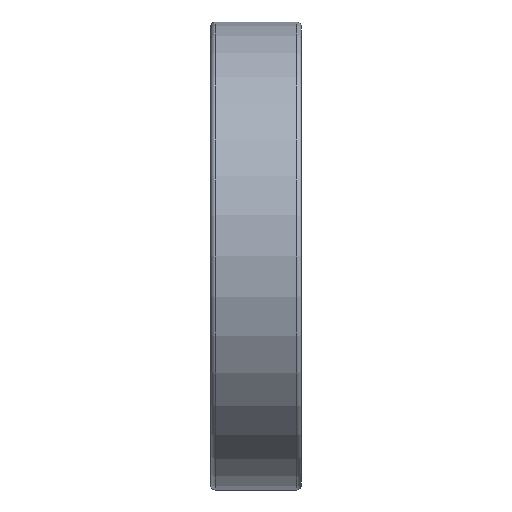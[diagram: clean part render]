
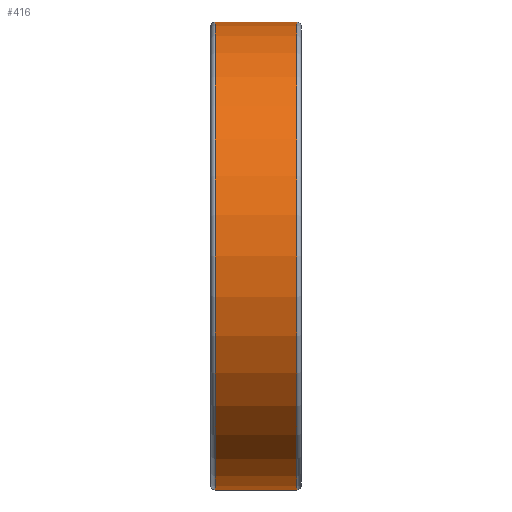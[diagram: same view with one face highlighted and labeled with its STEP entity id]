
A CAD part, front view. The second image highlights one B-rep face of the part: STEP entity #416.
In plain terms, the highlighted cylindrical face has radius 31 mm (diameter 62 mm), a full revolution.
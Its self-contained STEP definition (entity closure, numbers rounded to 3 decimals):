
#416 = ADVANCED_FACE( '', ( #448, #449 ), #450, .T. );
#448 = FACE_OUTER_BOUND( '', #501, .T. );
#449 = FACE_OUTER_BOUND( '', #502, .T. );
#450 = CYLINDRICAL_SURFACE( '', #503, 31. );
#501 = EDGE_LOOP( '', ( #565 ) );
#502 = EDGE_LOOP( '', ( #566 ) );
#503 = AXIS2_PLACEMENT_3D( '', #567, #568, #569 );
#565 = ORIENTED_EDGE( '', *, *, #628, .T. );
#566 = ORIENTED_EDGE( '', *, *, #627, .F. );
#567 = CARTESIAN_POINT( '', ( 12., 0., 0. ) );
#568 = DIRECTION( '', ( -1., 0., 0. ) );
#569 = DIRECTION( '', ( 0., 0., -1. ) );
#627 = EDGE_CURVE( '', #651, #651, #652, .T. );
#628 = EDGE_CURVE( '', #653, #653, #654, .T. );
#651 = VERTEX_POINT( '', #683 );
#652 = CIRCLE( '', #684, 31. );
#653 = VERTEX_POINT( '', #685 );
#654 = CIRCLE( '', #686, 31. );
#683 = CARTESIAN_POINT( '', ( 11.4, 0., -31. ) );
#684 = AXIS2_PLACEMENT_3D( '', #721, #722, #723 );
#685 = CARTESIAN_POINT( '', ( 0.6, 0., -31. ) );
#686 = AXIS2_PLACEMENT_3D( '', #724, #725, #726 );
#721 = CARTESIAN_POINT( '', ( 11.4, 0., 0. ) );
#722 = DIRECTION( '', ( 1., 0., 0. ) );
#723 = DIRECTION( '', ( 0., 0., -1. ) );
#724 = CARTESIAN_POINT( '', ( 0.6, 0., 0. ) );
#725 = DIRECTION( '', ( 1., 0., 0. ) );
#726 = DIRECTION( '', ( 0., 0., -1. ) );
